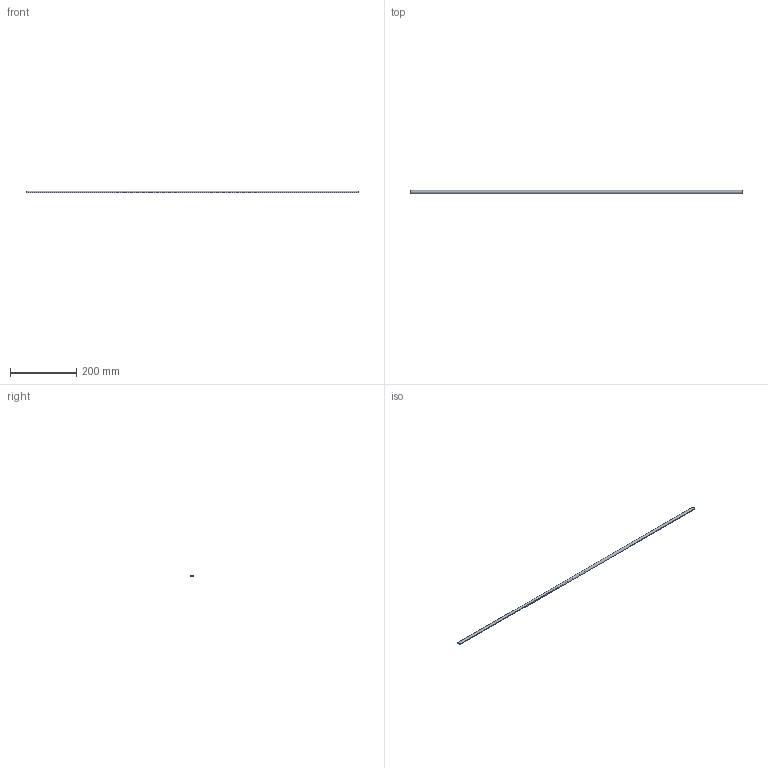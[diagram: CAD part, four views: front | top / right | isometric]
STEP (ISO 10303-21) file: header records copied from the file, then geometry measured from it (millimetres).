
FILE_DESCRIPTION(/* description */ (''),/* implementation_level */ '2;1');
FILE_NAME(/* name */ 'STEP - H31-BOTTBAR100_1705977, 1705978, 1705979, 1705980, 1705981',/* time_stamp */ '2024-09-17T14:14:46+10:00',/* author */ (''),/* organization */ (''),/* preprocessor_version */ 'ST-DEVELOPER v16.5',/* originating_system */ 'Rhino 7.37',/* authorisation */ '');
FILE_SCHEMA (('CONFIG_CONTROL_DESIGN'));
Length unit declared in the file: millimetre
Products named in the file (1): Document
Bounding box: 1000 x 10 x 4.98 mm (x, y, z)
Volume: 31479.7 mm3; surface area: 27971 mm2
Topology: 1 solids, 1 shells, 8 faces, 18 edges, 12 vertices
Faces by surface type: plane 7, cylinder 1
Entity records: 286 total; most frequent: CARTESIAN_POINT 64, ORIENTED_EDGE 36, EDGE_CURVE 18, B_SPLINE_CURVE_WITH_KNOTS 16, VERTEX_POINT 12, DIRECTION 12, AXIS2_PLACEMENT_3D 10, ADVANCED_FACE 8
